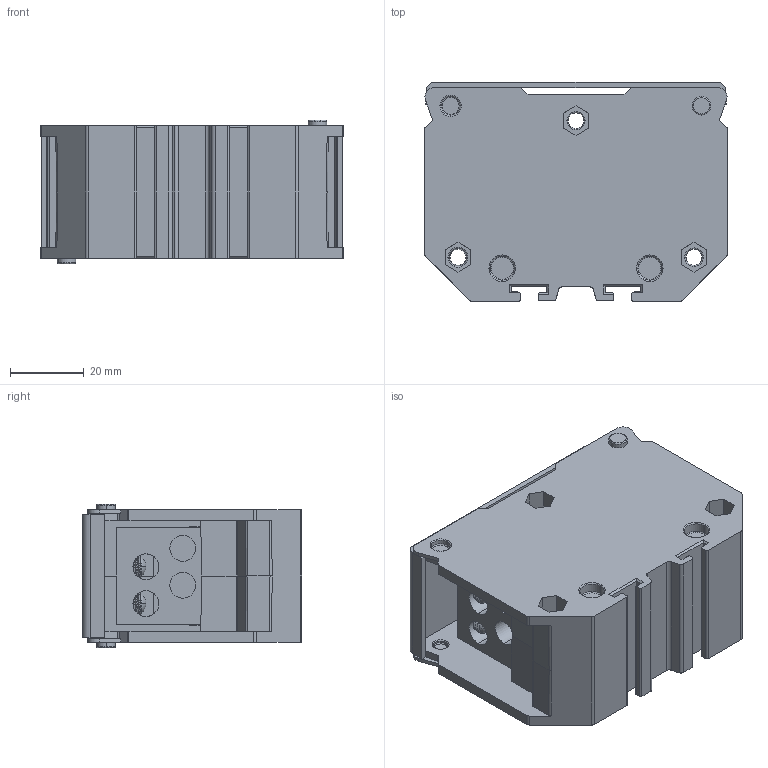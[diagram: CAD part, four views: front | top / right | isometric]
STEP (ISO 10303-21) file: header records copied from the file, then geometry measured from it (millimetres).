
FILE_DESCRIPTION((''),'2;1');
FILE_NAME('5YB574368_SW0001','2021-12-28T',('Administrator'),(''),'PRO/ENGINEER BY PARAMETRIC TECHNOLOGY CORPORATION, 2013230','PRO/ENGINEER BY PARAMETRIC TECHNOLOGY CORPORATION, 2013230','');
FILE_SCHEMA(('CONFIG_CONTROL_DESIGN'));
Products named in the file (1): 5YB574368_SW0001
Bounding box: 82 x 59.4 x 39 mm (x, y, z)
Volume: 74149.5 mm3; surface area: 47607.5 mm2
Topology: 3 solids, 3 shells, 827 faces, 2226 edges, 1381 vertices
Faces by surface type: plane 383, cylinder 244, bspline 78, torus 76, cone 38, sphere 8
Entity records: 48502 total; most frequent: CARTESIAN_POINT 21062, ORIENTED_EDGE 4416, DIRECTION 3786, EDGE_CURVE 2208, VERTEX_POINT 1381, VECTOR 1268, LINE 1268, AXIS2_PLACEMENT_3D 1259
